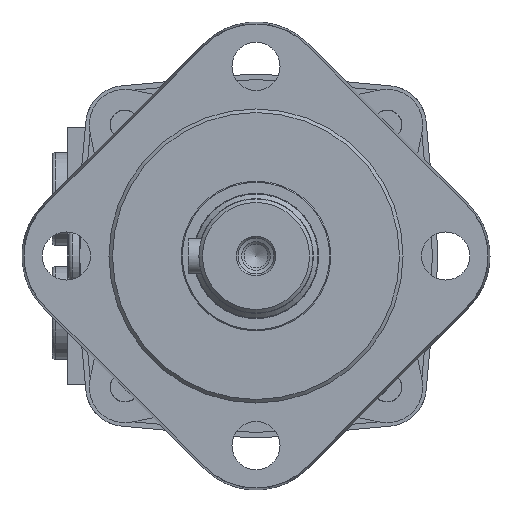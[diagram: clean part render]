
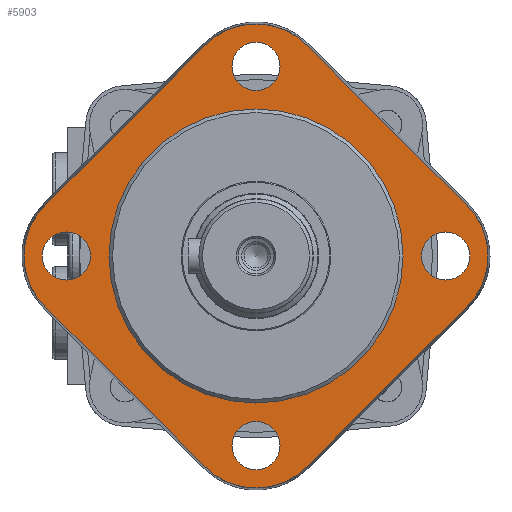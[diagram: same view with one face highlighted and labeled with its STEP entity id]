
A CAD part, left-side view. The second image highlights one B-rep face of the part: STEP entity #5903.
In plain terms, the highlighted planar face has unit normal (-1, 0, 0).
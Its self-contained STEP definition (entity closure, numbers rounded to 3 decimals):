
#308=PLANE('',#6595);
#676=LINE('',#10227,#1067);
#677=LINE('',#10234,#1068);
#679=LINE('',#10243,#1070);
#681=LINE('',#10247,#1072);
#683=LINE('',#10256,#1074);
#685=LINE('',#10270,#1076);
#687=LINE('',#10280,#1078);
#690=LINE('',#10302,#1081);
#691=LINE('',#10305,#1082);
#692=LINE('',#10307,#1083);
#693=LINE('',#10309,#1084);
#694=LINE('',#10311,#1085);
#1067=VECTOR('',#8143,1000.);
#1068=VECTOR('',#8146,1000.);
#1070=VECTOR('',#8150,1000.);
#1072=VECTOR('',#8154,1000.);
#1074=VECTOR('',#8158,1000.);
#1076=VECTOR('',#8162,1000.);
#1078=VECTOR('',#8166,1000.);
#1081=VECTOR('',#8171,1000.);
#1082=VECTOR('',#8176,1000.);
#1083=VECTOR('',#8179,1000.);
#1084=VECTOR('',#8182,1000.);
#1085=VECTOR('',#8185,1000.);
#2488=ORIENTED_EDGE('',*,*,#3476,.F.);
#2489=ORIENTED_EDGE('',*,*,#3475,.T.);
#2490=ORIENTED_EDGE('',*,*,#3477,.F.);
#2491=ORIENTED_EDGE('',*,*,#3454,.F.);
#2492=ORIENTED_EDGE('',*,*,#3478,.F.);
#2493=ORIENTED_EDGE('',*,*,#3452,.T.);
#2494=ORIENTED_EDGE('',*,*,#3479,.F.);
#2495=ORIENTED_EDGE('',*,*,#3457,.F.);
#2496=ORIENTED_EDGE('',*,*,#3480,.F.);
#2497=ORIENTED_EDGE('',*,*,#3459,.F.);
#2498=ORIENTED_EDGE('',*,*,#3481,.T.);
#2499=ORIENTED_EDGE('',*,*,#3466,.T.);
#2500=ORIENTED_EDGE('',*,*,#3482,.F.);
#2501=ORIENTED_EDGE('',*,*,#3462,.F.);
#2502=ORIENTED_EDGE('',*,*,#3483,.T.);
#2503=ORIENTED_EDGE('',*,*,#3469,.T.);
#2504=ORIENTED_EDGE('',*,*,#3484,.F.);
#2505=ORIENTED_EDGE('',*,*,#3485,.F.);
#2506=ORIENTED_EDGE('',*,*,#3486,.T.);
#2507=ORIENTED_EDGE('',*,*,#3487,.T.);
#2508=ORIENTED_EDGE('',*,*,#3488,.T.);
#3452=EDGE_CURVE('',#4082,#4083,#676,.T.);
#3454=EDGE_CURVE('',#4084,#4085,#677,.T.);
#3457=EDGE_CURVE('',#4086,#4087,#679,.T.);
#3459=EDGE_CURVE('',#4088,#4089,#681,.T.);
#3462=EDGE_CURVE('',#4090,#4091,#683,.T.);
#3466=EDGE_CURVE('',#4093,#4092,#685,.T.);
#3469=EDGE_CURVE('',#4096,#4094,#687,.T.);
#3475=EDGE_CURVE('',#4098,#4099,#690,.T.);
#3476=EDGE_CURVE('',#4098,#4094,#4404,.T.);
#3477=EDGE_CURVE('',#4085,#4099,#691,.T.);
#3478=EDGE_CURVE('',#4082,#4084,#4405,.T.);
#3479=EDGE_CURVE('',#4087,#4083,#692,.T.);
#3480=EDGE_CURVE('',#4089,#4086,#4406,.T.);
#3481=EDGE_CURVE('',#4088,#4093,#693,.T.);
#3482=EDGE_CURVE('',#4091,#4092,#4407,.T.);
#3483=EDGE_CURVE('',#4090,#4096,#694,.T.);
#3484=EDGE_CURVE('',#4100,#4100,#4408,.F.);
#3485=EDGE_CURVE('',#4101,#4101,#4409,.F.);
#3486=EDGE_CURVE('',#4102,#4102,#4410,.T.);
#3487=EDGE_CURVE('',#4103,#4103,#4411,.T.);
#3488=EDGE_CURVE('',#4104,#4104,#4412,.T.);
#4082=VERTEX_POINT('',#10224);
#4083=VERTEX_POINT('',#10226);
#4084=VERTEX_POINT('',#10233);
#4085=VERTEX_POINT('',#10235);
#4086=VERTEX_POINT('',#10242);
#4087=VERTEX_POINT('',#10244);
#4088=VERTEX_POINT('',#10248);
#4089=VERTEX_POINT('',#10249);
#4090=VERTEX_POINT('',#10257);
#4091=VERTEX_POINT('',#10258);
#4092=VERTEX_POINT('',#10269);
#4093=VERTEX_POINT('',#10271);
#4094=VERTEX_POINT('',#10278);
#4096=VERTEX_POINT('',#10281);
#4098=VERTEX_POINT('',#10294);
#4099=VERTEX_POINT('',#10301);
#4100=VERTEX_POINT('',#10313);
#4101=VERTEX_POINT('',#10315);
#4102=VERTEX_POINT('',#10317);
#4103=VERTEX_POINT('',#10319);
#4104=VERTEX_POINT('',#10321);
#4404=CIRCLE('',#6596,20.11);
#4405=CIRCLE('',#6597,20.11);
#4406=CIRCLE('',#6598,20.11);
#4407=CIRCLE('',#6599,20.11);
#4408=CIRCLE('',#6600,6.75);
#4409=CIRCLE('',#6601,41.25);
#4410=CIRCLE('',#6602,6.75);
#4411=CIRCLE('',#6603,6.75);
#4412=CIRCLE('',#6604,6.75);
#4858=EDGE_LOOP('',(#2488,#2489,#2490,#2491,#2492,#2493,#2494,#2495,#2496,
#2497,#2498,#2499,#2500,#2501,#2502,#2503));
#4859=EDGE_LOOP('',(#2504));
#4860=EDGE_LOOP('',(#2505));
#4861=EDGE_LOOP('',(#2506));
#4862=EDGE_LOOP('',(#2507));
#4863=EDGE_LOOP('',(#2508));
#5376=FACE_BOUND('',#4858,.T.);
#5377=FACE_BOUND('',#4859,.T.);
#5378=FACE_BOUND('',#4860,.T.);
#5379=FACE_BOUND('',#4861,.T.);
#5380=FACE_BOUND('',#4862,.T.);
#5381=FACE_BOUND('',#4863,.T.);
#5903=ADVANCED_FACE('',(#5376,#5377,#5378,#5379,#5380,#5381),#308,.F.);
#6595=AXIS2_PLACEMENT_3D('',#10303,#8172,#8173);
#6596=AXIS2_PLACEMENT_3D('',#10304,#8174,#8175);
#6597=AXIS2_PLACEMENT_3D('',#10306,#8177,#8178);
#6598=AXIS2_PLACEMENT_3D('',#10308,#8180,#8181);
#6599=AXIS2_PLACEMENT_3D('',#10310,#8183,#8184);
#6600=AXIS2_PLACEMENT_3D('',#10312,#8186,#8187);
#6601=AXIS2_PLACEMENT_3D('',#10314,#8188,#8189);
#6602=AXIS2_PLACEMENT_3D('',#10316,#8190,#8191);
#6603=AXIS2_PLACEMENT_3D('',#10318,#8192,#8193);
#6604=AXIS2_PLACEMENT_3D('',#10320,#8194,#8195);
#8143=DIRECTION('',(0.,-0.707,-0.707));
#8146=DIRECTION('',(0.,0.707,-0.707));
#8150=DIRECTION('',(0.,-0.707,-0.707));
#8154=DIRECTION('',(0.,0.707,-0.707));
#8158=DIRECTION('',(0.,-0.707,-0.707));
#8162=DIRECTION('',(0.,0.707,-0.707));
#8166=DIRECTION('',(0.,-0.707,-0.707));
#8171=DIRECTION('',(0.,0.707,-0.707));
#8172=DIRECTION('',(1.,0.,0.));
#8173=DIRECTION('',(0.,0.,-1.));
#8174=DIRECTION('',(1.,0.,0.));
#8175=DIRECTION('',(0.,0.,-1.));
#8176=DIRECTION('',(0.,0.707,0.707));
#8177=DIRECTION('',(1.,0.,0.));
#8178=DIRECTION('',(0.,0.,-1.));
#8179=DIRECTION('',(0.,0.707,-0.707));
#8180=DIRECTION('',(1.,0.,0.));
#8181=DIRECTION('',(0.,0.,-1.));
#8182=DIRECTION('',(0.,0.707,0.707));
#8183=DIRECTION('',(1.,0.,0.));
#8184=DIRECTION('',(0.,0.,-1.));
#8185=DIRECTION('',(0.,0.707,-0.707));
#8186=DIRECTION('',(1.,0.,0.));
#8187=DIRECTION('',(0.,0.,-1.));
#8188=DIRECTION('',(1.,0.,0.));
#8189=DIRECTION('',(0.,0.,-1.));
#8190=DIRECTION('',(1.,0.,0.));
#8191=DIRECTION('',(0.,0.,-1.));
#8192=DIRECTION('',(1.,0.,0.));
#8193=DIRECTION('',(0.,0.,-1.));
#8194=DIRECTION('',(1.,0.,0.));
#8195=DIRECTION('',(0.,0.,-1.));
#10224=CARTESIAN_POINT('',(0.,-14.22,-59.22));
#10226=CARTESIAN_POINT('',(0.,-14.22,-59.22));
#10227=CARTESIAN_POINT('',(0.,59.22,14.22));
#10233=CARTESIAN_POINT('',(0.,14.22,-59.22));
#10234=CARTESIAN_POINT('',(0.,-59.22,14.22));
#10235=CARTESIAN_POINT('',(0.,14.22,-59.22));
#10242=CARTESIAN_POINT('',(0.,-59.22,-14.22));
#10243=CARTESIAN_POINT('',(0.,14.22,59.22));
#10244=CARTESIAN_POINT('',(0.,-59.22,-14.22));
#10247=CARTESIAN_POINT('',(0.,-59.22,14.22));
#10248=CARTESIAN_POINT('',(0.,-59.22,14.22));
#10249=CARTESIAN_POINT('',(0.,-59.22,14.22));
#10256=CARTESIAN_POINT('',(0.,14.22,59.22));
#10257=CARTESIAN_POINT('',(0.,14.22,59.22));
#10258=CARTESIAN_POINT('',(0.,14.22,59.22));
#10269=CARTESIAN_POINT('',(0.,-14.22,59.22));
#10270=CARTESIAN_POINT('',(0.,-14.22,59.22));
#10271=CARTESIAN_POINT('',(0.,-14.22,59.22));
#10278=CARTESIAN_POINT('',(0.,59.22,14.22));
#10280=CARTESIAN_POINT('',(0.,59.22,14.22));
#10281=CARTESIAN_POINT('',(0.,59.22,14.22));
#10294=CARTESIAN_POINT('',(0.,59.22,-14.22));
#10301=CARTESIAN_POINT('',(0.,59.22,-14.22));
#10302=CARTESIAN_POINT('',(0.,-14.22,59.22));
#10303=CARTESIAN_POINT('',(0.,14.22,59.22));
#10304=CARTESIAN_POINT('',(0.,45.,0.));
#10305=CARTESIAN_POINT('',(0.,14.22,-59.22));
#10306=CARTESIAN_POINT('',(0.,0.,-45.));
#10307=CARTESIAN_POINT('',(0.,-59.22,-14.22));
#10308=CARTESIAN_POINT('',(0.,-45.,0.));
#10309=CARTESIAN_POINT('',(0.,-59.22,14.22));
#10310=CARTESIAN_POINT('',(0.,0.,45.));
#10311=CARTESIAN_POINT('',(0.,14.22,59.22));
#10312=CARTESIAN_POINT('',(0.,53.2,0.));
#10313=CARTESIAN_POINT('',(0.,53.2,-6.75));
#10314=CARTESIAN_POINT('',(0.,0.,0.));
#10315=CARTESIAN_POINT('',(0.,0.,-41.25));
#10316=CARTESIAN_POINT('',(0.,0.,53.2));
#10317=CARTESIAN_POINT('',(0.,0.,46.45));
#10318=CARTESIAN_POINT('',(0.,-53.2,0.));
#10319=CARTESIAN_POINT('',(0.,-53.2,-6.75));
#10320=CARTESIAN_POINT('',(0.,0.,-53.2));
#10321=CARTESIAN_POINT('',(0.,0.,
-59.95));
